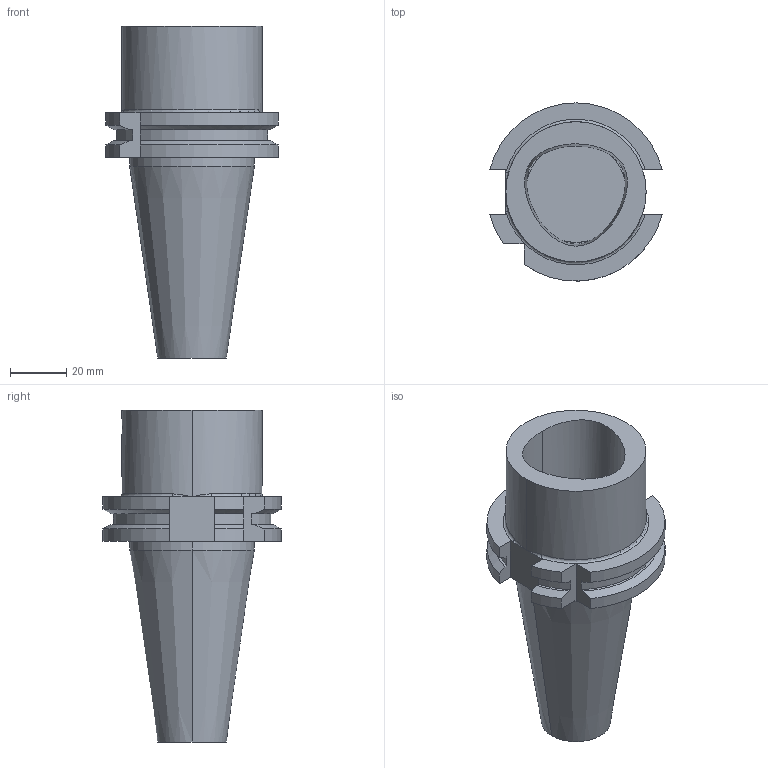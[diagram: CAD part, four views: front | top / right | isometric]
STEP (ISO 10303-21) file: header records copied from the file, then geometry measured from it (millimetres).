
FILE_DESCRIPTION (( 'STEP AP203' ), '1' );
FILE_NAME ('STP-51.501.50.050.STEP', '2021-03-30T03:07:52', ( '' ), ( '' ), 'SwSTEP 2.0', 'SolidWorks 2017', '' );
FILE_SCHEMA (( 'CONFIG_CONTROL_DESIGN' ));
Length unit declared in the file: millimetre
Products named in the file (1): STP-51.501.50.050
Bounding box: 61.48 x 63.54 x 118.4 mm (x, y, z)
Volume: 128712.1 mm3; surface area: 28178.1 mm2
Topology: 1 solids, 1 shells, 72 faces, 180 edges, 111 vertices
Faces by surface type: plane 29, cylinder 23, cone 14, bspline 4, torus 2
Entity records: 2607 total; most frequent: CARTESIAN_POINT 850, ORIENTED_EDGE 352, DIRECTION 350, EDGE_CURVE 176, AXIS2_PLACEMENT_3D 135, VERTEX_POINT 111, LINE 80, VECTOR 80
